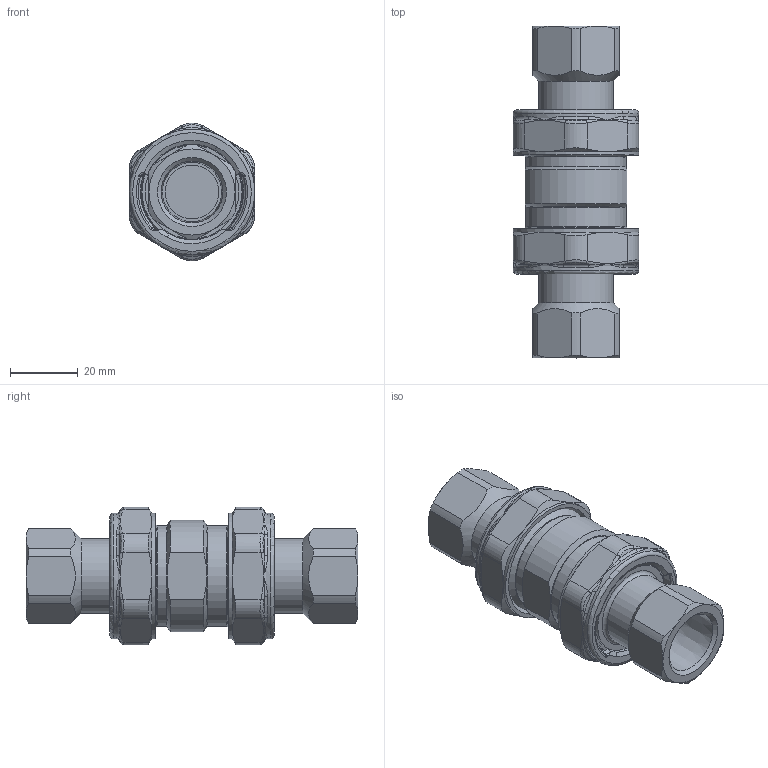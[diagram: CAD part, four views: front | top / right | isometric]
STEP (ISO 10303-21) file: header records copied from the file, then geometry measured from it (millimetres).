
FILE_DESCRIPTION(/* description */ (''),/* implementation_level */ '2;1');
FILE_NAME(/* name */ '304743A_Simplify_1.stp',/* time_stamp */ '2025-08-21T14:57:23-05:00',/* author */ ('ischreiner'),/* organization */ (''),/* preprocessor_version */ 'ST-DEVELOPER v20',/* originating_system */ 'Autodesk Inventor 2025',/* authorisation */ '');
FILE_SCHEMA (('AUTOMOTIVE_DESIGN { 1 0 10303 214 3 1 1 }'));
Length unit declared in the file: inch
Products named in the file (1): 304743A_Simplify_1
Bounding box: 37 x 97.91 x 40.7 mm (x, y, z)
Volume: 57724.5 mm3; surface area: 22901.8 mm2
Topology: 5 solids, 5 shells, 312 faces, 742 edges, 422 vertices
Faces by surface type: cylinder 80, bspline 72, cone 62, plane 54, torus 36, sphere 8
Full cylindrical faces by diameter (mm): 15.875 x2, 17.475 x2, 21.971 x2, 27.686 x2, 29.515 x2, 29.8 x2, 30 x2, 30.5 x2, 33 x2, 37 x4
Entity records: 11890 total; most frequent: CARTESIAN_POINT 4871, ORIENTED_EDGE 1436, DIRECTION 1366, EDGE_CURVE 718, AXIS2_PLACEMENT_3D 605, VERTEX_POINT 422, EDGE_LOOP 326, STYLED_ITEM 317
